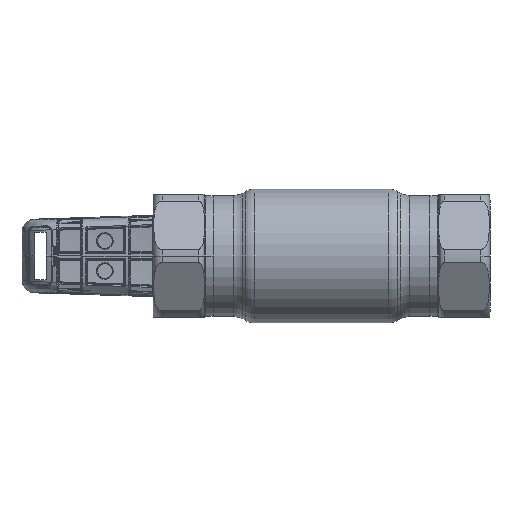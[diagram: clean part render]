
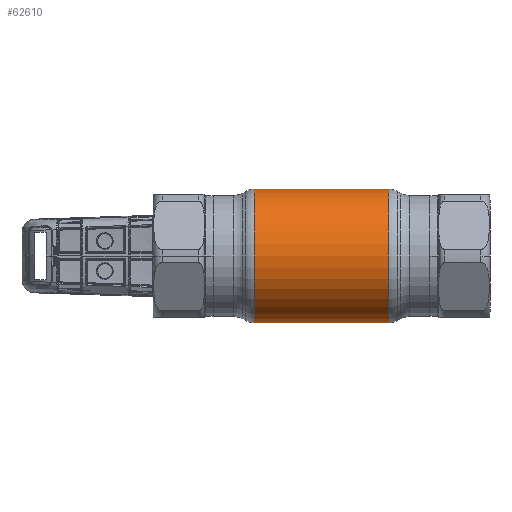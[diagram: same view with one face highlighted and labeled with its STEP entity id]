
A CAD part, front view. The second image highlights one B-rep face of the part: STEP entity #62610.
In plain terms, the highlighted cylindrical face has radius 22.25 mm (diameter 44.5 mm), a partial arc.
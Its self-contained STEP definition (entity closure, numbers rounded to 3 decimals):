
#640 = CARTESIAN_POINT ( 'NONE',  ( -62.69, 0., -22.25 ) ) ;
#1394 = CARTESIAN_POINT ( 'NONE',  ( -22.285, 0., 0. ) ) ;
#2073 = CARTESIAN_POINT ( 'NONE',  ( -22.285, 0., -22.25 ) ) ;
#4686 = LINE ( 'NONE', #640, #9194 ) ;
#6890 = VERTEX_POINT ( 'NONE', #57197 ) ;
#7942 = CYLINDRICAL_SURFACE ( 'NONE', #60118, 22.25 ) ;
#8111 = ORIENTED_EDGE ( 'NONE', *, *, #8837, .T. ) ;
#8837 = EDGE_CURVE ( 'NONE', #6890, #36602, #47663, .T. ) ;
#9194 = VECTOR ( 'NONE', #23157, 1000. ) ;
#10454 = DIRECTION ( 'NONE',  ( 0., 0., 1. ) ) ;
#12568 = ORIENTED_EDGE ( 'NONE', *, *, #21074, .F. ) ;
#13188 = FACE_OUTER_BOUND ( 'NONE', #42815, .T. ) ;
#17252 = EDGE_CURVE ( 'NONE', #52676, #6890, #57978, .T. ) ;
#19343 = ORIENTED_EDGE ( 'NONE', *, *, #22290, .F. ) ;
#21074 = EDGE_CURVE ( 'NONE', #52676, #35003, #4686, .T. ) ;
#21802 = DIRECTION ( 'NONE',  ( -1., 0., 0. ) ) ;
#22041 = VECTOR ( 'NONE', #27051, 1000. ) ;
#22290 = EDGE_CURVE ( 'NONE', #35003, #36602, #61878, .T. ) ;
#23157 = DIRECTION ( 'NONE',  ( -1., 0., 0. ) ) ;
#27051 = DIRECTION ( 'NONE',  ( -1., 0., 0. ) ) ;
#28660 = DIRECTION ( 'NONE',  ( -1., 0., 0. ) ) ;
#35003 = VERTEX_POINT ( 'NONE', #2073 ) ;
#35945 = CARTESIAN_POINT ( 'NONE',  ( 22.285, 0., 0. ) ) ;
#36602 = VERTEX_POINT ( 'NONE', #42593 ) ;
#39559 = CARTESIAN_POINT ( 'NONE',  ( 22.285, 0., -22.25 ) ) ;
#41176 = DIRECTION ( 'NONE',  ( 0., 0., 1. ) ) ;
#41980 = CARTESIAN_POINT ( 'NONE',  ( -62.69, 0., 22.25 ) ) ;
#42593 = CARTESIAN_POINT ( 'NONE',  ( -22.285, 0., 22.25 ) ) ;
#42815 = EDGE_LOOP ( 'NONE', ( #12568, #49344, #8111, #19343 ) ) ;
#47663 = LINE ( 'NONE', #41980, #22041 ) ;
#49344 = ORIENTED_EDGE ( 'NONE', *, *, #17252, .T. ) ;
#49857 = DIRECTION ( 'NONE',  ( 0., 0., 1. ) ) ;
#51125 = AXIS2_PLACEMENT_3D ( 'NONE', #35945, #21802, #41176 ) ;
#52676 = VERTEX_POINT ( 'NONE', #39559 ) ;
#52867 = CARTESIAN_POINT ( 'NONE',  ( -62.69, 0., 0. ) ) ;
#55066 = AXIS2_PLACEMENT_3D ( 'NONE', #1394, #59563, #49857 ) ;
#57197 = CARTESIAN_POINT ( 'NONE',  ( 22.285, 0., 22.25 ) ) ;
#57978 = CIRCLE ( 'NONE', #51125, 22.25 ) ;
#59563 = DIRECTION ( 'NONE',  ( -1., 0., 0. ) ) ;
#60118 = AXIS2_PLACEMENT_3D ( 'NONE', #52867, #28660, #10454 ) ;
#61878 = CIRCLE ( 'NONE', #55066, 22.25 ) ;
#62610 = ADVANCED_FACE ( 'NONE', ( #13188 ), #7942, .T. ) ;
